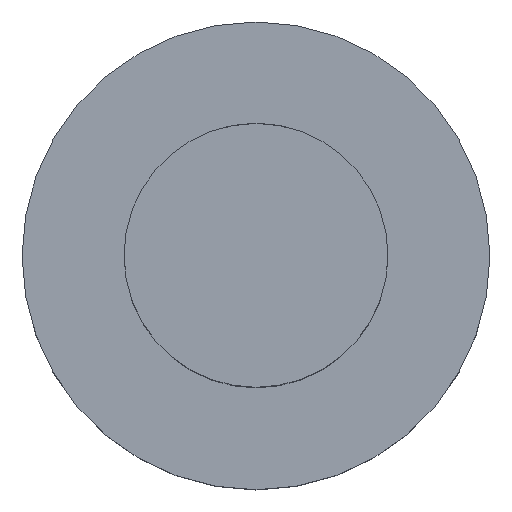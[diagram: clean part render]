
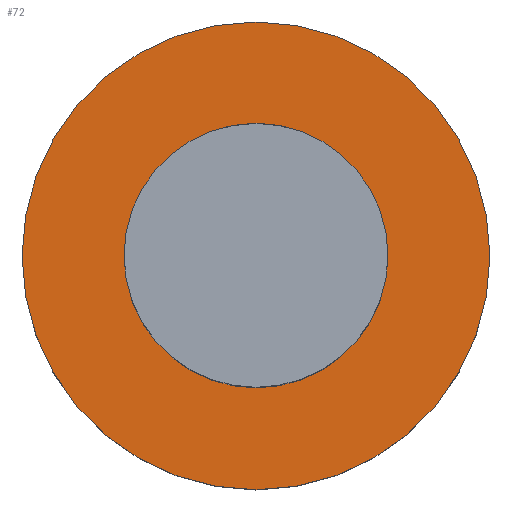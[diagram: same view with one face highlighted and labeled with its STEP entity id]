
A CAD part, top view. The second image highlights one B-rep face of the part: STEP entity #72.
In plain terms, the highlighted planar face has unit normal (0, 0, 1).
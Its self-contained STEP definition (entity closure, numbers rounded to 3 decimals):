
#72=ADVANCED_FACE('240[2]',(#174,#175),#176,.T.);
#94=EDGE_CURVE('240[2]',#208,#208,#209,.T.);
#99=EDGE_CURVE('240[2]',#216,#216,#217,.T.);
#174=FACE_BOUND('',#402,.T.);
#175=FACE_OUTER_BOUND('',#403,.T.);
#176=PLANE('',#404);
#208=VERTEX_POINT('',#510);
#209=CIRCLE('',#511,19.5);
#216=VERTEX_POINT('',#520);
#217=CIRCLE('',#521,11.0);
#402=EDGE_LOOP('',(#634));
#403=EDGE_LOOP('',(#635));
#404=AXIS2_PLACEMENT_3D('',#636,#637,#638);
#510=CARTESIAN_POINT('',(0.,19.5,0.));
#511=AXIS2_PLACEMENT_3D('',#672,#673,#674);
#520=CARTESIAN_POINT('',(11.0,0.0,0.0));
#521=AXIS2_PLACEMENT_3D('',#681,#682,#683);
#634=ORIENTED_EDGE('',*,*,#99,.T.);
#635=ORIENTED_EDGE('',*,*,#94,.T.);
#636=CARTESIAN_POINT('',(0.,9.75,0.));
#637=DIRECTION('',(0.,0.,1.0));
#638=DIRECTION('',(1.0,0.,0.0));
#672=CARTESIAN_POINT('',(0.0,0.0,0.0));
#673=DIRECTION('',(0.,0.,1.0));
#674=DIRECTION('',(0.,1.0,0.));
#681=CARTESIAN_POINT('',(0.0,0.0,0.));
#682=DIRECTION('',(0.,0.,-1.0));
#683=DIRECTION('',(1.0,0.,0.));
